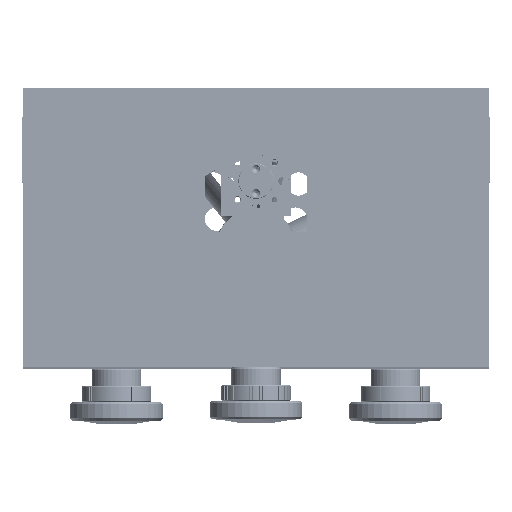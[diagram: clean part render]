
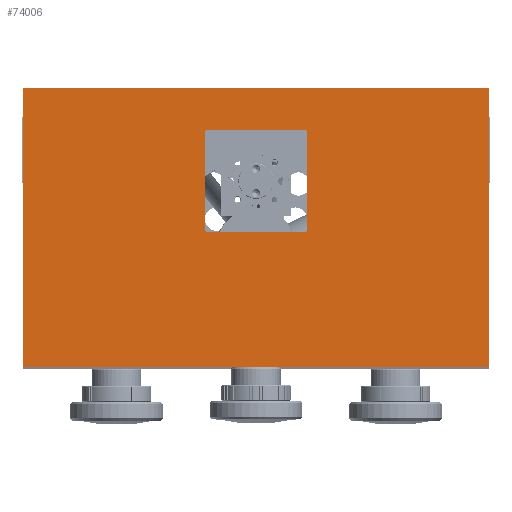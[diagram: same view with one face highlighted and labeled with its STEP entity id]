
A CAD part, top view. The second image highlights one B-rep face of the part: STEP entity #74006.
In plain terms, the highlighted planar face has unit normal (0, 0, 1).
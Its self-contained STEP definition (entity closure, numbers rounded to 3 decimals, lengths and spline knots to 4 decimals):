
#955=FACE_BOUND('',#9130,.T.);
#1681=PLANE('',#78431);
#4818=FACE_OUTER_BOUND('',#9129,.T.);
#9129=EDGE_LOOP('',(#50948,#50949,#50950,#50951));
#9130=EDGE_LOOP('',(#50952,#50953,#50954,#50955,#50956,#50957,#50958,#50959));
#13334=CIRCLE('',#78432,0.031);
#13335=CIRCLE('',#78433,0.031);
#13336=CIRCLE('',#78434,0.031);
#13337=CIRCLE('',#78435,0.031);
#18644=LINE('',#117216,#24415);
#18647=LINE('',#117228,#24418);
#18650=LINE('',#117242,#24421);
#18653=LINE('',#117254,#24424);
#18657=LINE('',#117263,#24428);
#18658=LINE('',#117267,#24429);
#18659=LINE('',#117271,#24430);
#18660=LINE('',#117275,#24431);
#24415=VECTOR('',#86497,0.3937);
#24418=VECTOR('',#86508,0.3937);
#24421=VECTOR('',#86521,0.3937);
#24424=VECTOR('',#86532,0.3937);
#24428=VECTOR('',#86538,0.3937);
#24429=VECTOR('',#86541,0.3937);
#24430=VECTOR('',#86544,0.3937);
#24431=VECTOR('',#86547,0.3937);
#30619=VERTEX_POINT('',#117210);
#30621=VERTEX_POINT('',#117214);
#30626=VERTEX_POINT('',#117226);
#30632=VERTEX_POINT('',#117240);
#30640=VERTEX_POINT('',#117261);
#30641=VERTEX_POINT('',#117262);
#30642=VERTEX_POINT('',#117264);
#30643=VERTEX_POINT('',#117266);
#30644=VERTEX_POINT('',#117268);
#30645=VERTEX_POINT('',#117270);
#30646=VERTEX_POINT('',#117272);
#30647=VERTEX_POINT('',#117274);
#38218=EDGE_CURVE('',#30621,#30619,#18644,.T.);
#38224=EDGE_CURVE('',#30626,#30621,#18647,.T.);
#38231=EDGE_CURVE('',#30632,#30626,#18650,.T.);
#38237=EDGE_CURVE('',#30619,#30632,#18653,.T.);
#38241=EDGE_CURVE('',#30640,#30641,#18657,.T.);
#38242=EDGE_CURVE('',#30642,#30641,#13334,.T.);
#38243=EDGE_CURVE('',#30642,#30643,#18658,.T.);
#38244=EDGE_CURVE('',#30644,#30643,#13335,.T.);
#38245=EDGE_CURVE('',#30644,#30645,#18659,.T.);
#38246=EDGE_CURVE('',#30646,#30645,#13336,.T.);
#38247=EDGE_CURVE('',#30646,#30647,#18660,.T.);
#38248=EDGE_CURVE('',#30640,#30647,#13337,.T.);
#50948=ORIENTED_EDGE('',*,*,#38237,.F.);
#50949=ORIENTED_EDGE('',*,*,#38218,.F.);
#50950=ORIENTED_EDGE('',*,*,#38224,.F.);
#50951=ORIENTED_EDGE('',*,*,#38231,.F.);
#50952=ORIENTED_EDGE('',*,*,#38241,.T.);
#50953=ORIENTED_EDGE('',*,*,#38242,.F.);
#50954=ORIENTED_EDGE('',*,*,#38243,.T.);
#50955=ORIENTED_EDGE('',*,*,#38244,.F.);
#50956=ORIENTED_EDGE('',*,*,#38245,.T.);
#50957=ORIENTED_EDGE('',*,*,#38246,.F.);
#50958=ORIENTED_EDGE('',*,*,#38247,.T.);
#50959=ORIENTED_EDGE('',*,*,#38248,.F.);
#74006=ADVANCED_FACE('',(#4818,#955),#1681,.F.);
#78431=AXIS2_PLACEMENT_3D('',#117260,#86536,#86537);
#78432=AXIS2_PLACEMENT_3D('',#117265,#86539,#86540);
#78433=AXIS2_PLACEMENT_3D('',#117269,#86542,#86543);
#78434=AXIS2_PLACEMENT_3D('',#117273,#86545,#86546);
#78435=AXIS2_PLACEMENT_3D('',#117276,#86548,#86549);
#86497=DIRECTION('',(0.,-1.,0.));
#86508=DIRECTION('',(1.,0.,0.));
#86521=DIRECTION('',(0.,1.,0.));
#86532=DIRECTION('',(-1.,0.,0.));
#86536=DIRECTION('center_axis',(0.,0.,
-1.));
#86537=DIRECTION('ref_axis',(-1.,0.,0.));
#86538=DIRECTION('',(0.,1.,0.));
#86539=DIRECTION('center_axis',(0.,0.,
1.));
#86540=DIRECTION('ref_axis',(-0.707,0.707,0.));
#86541=DIRECTION('',(1.,0.,0.));
#86542=DIRECTION('center_axis',(0.,0.,
1.));
#86543=DIRECTION('ref_axis',(0.707,0.707,0.));
#86544=DIRECTION('',(0.,-1.,0.));
#86545=DIRECTION('center_axis',(0.,0.,
1.));
#86546=DIRECTION('ref_axis',(0.707,-0.707,0.));
#86547=DIRECTION('',(-1.,0.,0.));
#86548=DIRECTION('center_axis',(0.,0.,
1.));
#86549=DIRECTION('ref_axis',(-0.707,-0.707,0.));
#117210=CARTESIAN_POINT('',(2.5,-1.5,0.0625));
#117214=CARTESIAN_POINT('',(2.5,1.5,0.0625));
#117216=CARTESIAN_POINT('',(2.5,-1.5,0.0625));
#117226=CARTESIAN_POINT('',(-2.5,1.5,0.0625));
#117228=CARTESIAN_POINT('',(2.5,1.5,0.0625));
#117240=CARTESIAN_POINT('',(-2.5,-1.5,0.0625));
#117242=CARTESIAN_POINT('',(-2.5,1.5,0.0625));
#117254=CARTESIAN_POINT('',(-2.5,-1.5,0.0625));
#117260=CARTESIAN_POINT('Origin',(0.,0.,
0.0625));
#117261=CARTESIAN_POINT('',(-0.5496,-0.019,0.0625));
#117262=CARTESIAN_POINT('',(-0.5496,1.019,0.0625));
#117263=CARTESIAN_POINT('',(-0.5496,0.525,0.0625));
#117264=CARTESIAN_POINT('',(-0.5186,1.05,0.0625));
#117265=CARTESIAN_POINT('Origin',(-0.5186,1.019,0.0625));
#117266=CARTESIAN_POINT('',(0.5194,1.05,0.0625));
#117267=CARTESIAN_POINT('',(0.2752,1.05,0.0625));
#117268=CARTESIAN_POINT('',(0.5504,1.019,0.0625));
#117269=CARTESIAN_POINT('Origin',(0.5194,1.019,0.0625));
#117270=CARTESIAN_POINT('',(0.5504,-0.019,0.0625));
#117271=CARTESIAN_POINT('',(0.5504,-0.025,0.0625));
#117272=CARTESIAN_POINT('',(0.5194,-0.05,0.0625));
#117273=CARTESIAN_POINT('Origin',(0.5194,-0.019,
0.0625));
#117274=CARTESIAN_POINT('',(-0.5186,-0.05,0.0625));
#117275=CARTESIAN_POINT('',(-0.2748,-0.05,0.0625));
#117276=CARTESIAN_POINT('Origin',(-0.5186,-0.019,
0.0625));
